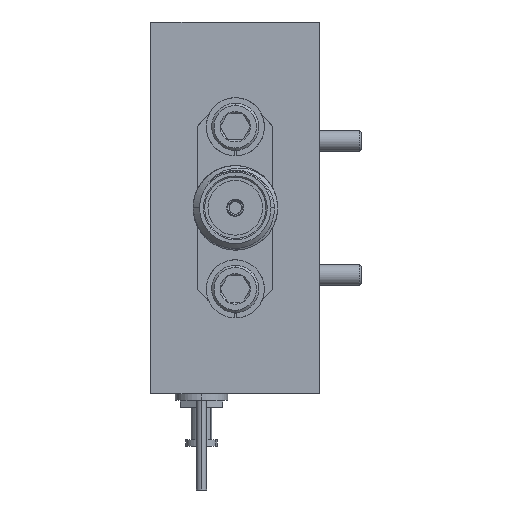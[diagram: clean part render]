
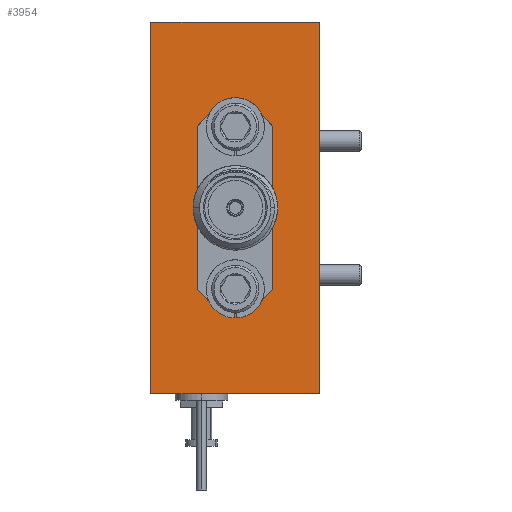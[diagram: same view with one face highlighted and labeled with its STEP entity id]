
A CAD part, left-side view. The second image highlights one B-rep face of the part: STEP entity #3954.
In plain terms, the highlighted planar face has unit normal (-1, 0, 0).
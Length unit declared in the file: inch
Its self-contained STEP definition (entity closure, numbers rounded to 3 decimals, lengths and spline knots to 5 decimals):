
#4 = EDGE_CURVE ( 'NONE', #21976, #10535, #3595, .T. ) ;
#253 = AXIS2_PLACEMENT_3D ( 'NONE', #21856, #1616, #23948 ) ;
#321 = EDGE_LOOP ( 'NONE', ( #12228, #1241 ) ) ;
#577 = CARTESIAN_POINT ( 'NONE',  ( -0.9, 0.5, 0.55 ) ) ;
#1055 = VECTOR ( 'NONE', #6602, 39.37008 ) ;
#1241 = ORIENTED_EDGE ( 'NONE', *, *, #4, .T. ) ;
#1289 = ORIENTED_EDGE ( 'NONE', *, *, #4851, .F. ) ;
#1616 = DIRECTION ( 'NONE',  ( 1., 0., 0. ) ) ;
#1646 = ORIENTED_EDGE ( 'NONE', *, *, #10377, .T. ) ;
#1905 = DIRECTION ( 'NONE',  ( 0., 0., -1. ) ) ;
#2047 = VERTEX_POINT ( 'NONE', #4772 ) ;
#2272 = VECTOR ( 'NONE', #20028, 39.37008 ) ;
#2808 = LINE ( 'NONE', #10319, #1055 ) ;
#3181 = CARTESIAN_POINT ( 'NONE',  ( -0.9, 0.5, 0.55 ) ) ;
#3595 = CIRCLE ( 'NONE', #13026, 0.05098 ) ;
#3797 = AXIS2_PLACEMENT_3D ( 'NONE', #23155, #15818, #13758 ) ;
#3945 = AXIS2_PLACEMENT_3D ( 'NONE', #17693, #8387, #4675 ) ;
#3954 = ADVANCED_FACE ( 'NONE', ( #16604, #7026, #8784, #14546 ), #14909, .F. ) ;
#3995 = ORIENTED_EDGE ( 'NONE', *, *, #23039, .T. ) ;
#4285 = DIRECTION ( 'NONE',  ( 1., 0., 0. ) ) ;
#4675 = DIRECTION ( 'NONE',  ( 0., 0., -1. ) ) ;
#4769 = DIRECTION ( 'NONE',  ( 0., -1., 0. ) ) ;
#4772 = CARTESIAN_POINT ( 'NONE',  ( -0.9, 0.25, 0.18957 ) ) ;
#4851 = EDGE_CURVE ( 'NONE', #9036, #2047, #9866, .T. ) ;
#5126 = DIRECTION ( 'NONE',  ( 0., -1., 0. ) ) ;
#5145 = VERTEX_POINT ( 'NONE', #12300 ) ;
#5990 = CARTESIAN_POINT ( 'NONE',  ( -0.9, 0.35039, 0. ) ) ;
#6409 = EDGE_CURVE ( 'NONE', #7556, #13472, #8550, .T. ) ;
#6602 = DIRECTION ( 'NONE',  ( 0., 0., 1. ) ) ;
#6975 = LINE ( 'NONE', #16675, #7530 ) ;
#7019 = AXIS2_PLACEMENT_3D ( 'NONE', #7560, #14946, #1905 ) ;
#7026 = FACE_BOUND ( 'NONE', #15758, .T. ) ;
#7530 = VECTOR ( 'NONE', #5126, 39.37008 ) ;
#7551 = ORIENTED_EDGE ( 'NONE', *, *, #17496, .F. ) ;
#7556 = VERTEX_POINT ( 'NONE', #5990 ) ;
#7560 = CARTESIAN_POINT ( 'NONE',  ( -0.9, 0.25, -0.24055 ) ) ;
#8161 = EDGE_LOOP ( 'NONE', ( #3995, #16188 ) ) ;
#8237 = DIRECTION ( 'NONE',  ( 0., 0., -1. ) ) ;
#8387 = DIRECTION ( 'NONE',  ( -1., 0., 0. ) ) ;
#8550 = CIRCLE ( 'NONE', #11320, 0.10039 ) ;
#8578 = CARTESIAN_POINT ( 'NONE',  ( -0.9, 0.25, 0.24055 ) ) ;
#8737 = CARTESIAN_POINT ( 'NONE',  ( -0.9, 0.25, -0.24055 ) ) ;
#8784 = FACE_BOUND ( 'NONE', #8161, .T. ) ;
#8949 = VERTEX_POINT ( 'NONE', #14446 ) ;
#9036 = VERTEX_POINT ( 'NONE', #14690 ) ;
#9801 = AXIS2_PLACEMENT_3D ( 'NONE', #8578, #16061, #20056 ) ;
#9866 = CIRCLE ( 'NONE', #3945, 0.05098 ) ;
#10319 = CARTESIAN_POINT ( 'NONE',  ( -0.9, 0.5, 0.55 ) ) ;
#10320 = CARTESIAN_POINT ( 'NONE',  ( -0.9, 0.14961, 0. ) ) ;
#10377 = EDGE_CURVE ( 'NONE', #8949, #15564, #6975, .T. ) ;
#10524 = EDGE_CURVE ( 'NONE', #2047, #9036, #16059, .T. ) ;
#10535 = VERTEX_POINT ( 'NONE', #10795 ) ;
#10589 = CIRCLE ( 'NONE', #7019, 0.05098 ) ;
#10715 = DIRECTION ( 'NONE',  ( 0., -1., 0. ) ) ;
#10795 = CARTESIAN_POINT ( 'NONE',  ( -0.9, 0.25, -0.18957 ) ) ;
#11128 = ORIENTED_EDGE ( 'NONE', *, *, #17839, .T. ) ;
#11320 = AXIS2_PLACEMENT_3D ( 'NONE', #21308, #4285, #4769 ) ;
#11524 = EDGE_LOOP ( 'NONE', ( #11128, #7551, #21462, #1646 ) ) ;
#12228 = ORIENTED_EDGE ( 'NONE', *, *, #16063, .T. ) ;
#12300 = CARTESIAN_POINT ( 'NONE',  ( -0.9, 0., 0.55 ) ) ;
#13026 = AXIS2_PLACEMENT_3D ( 'NONE', #8737, #14140, #8237 ) ;
#13472 = VERTEX_POINT ( 'NONE', #10320 ) ;
#13758 = DIRECTION ( 'NONE',  ( 0., -1., 0. ) ) ;
#14140 = DIRECTION ( 'NONE',  ( 1., 0., 0. ) ) ;
#14446 = CARTESIAN_POINT ( 'NONE',  ( -0.9, 0.5, -0.55 ) ) ;
#14546 = FACE_OUTER_BOUND ( 'NONE', #11524, .T. ) ;
#14690 = CARTESIAN_POINT ( 'NONE',  ( -0.9, 0.25, 0.29154 ) ) ;
#14909 = PLANE ( 'NONE',  #253 ) ;
#14946 = DIRECTION ( 'NONE',  ( 1., 0., 0. ) ) ;
#15564 = VERTEX_POINT ( 'NONE', #17782 ) ;
#15584 = CIRCLE ( 'NONE', #3797, 0.10039 ) ;
#15758 = EDGE_LOOP ( 'NONE', ( #1289, #15844 ) ) ;
#15818 = DIRECTION ( 'NONE',  ( 1., 0., 0. ) ) ;
#15844 = ORIENTED_EDGE ( 'NONE', *, *, #10524, .F. ) ;
#16059 = CIRCLE ( 'NONE', #9801, 0.05098 ) ;
#16061 = DIRECTION ( 'NONE',  ( -1., 0., 0. ) ) ;
#16063 = EDGE_CURVE ( 'NONE', #10535, #21976, #10589, .T. ) ;
#16188 = ORIENTED_EDGE ( 'NONE', *, *, #6409, .T. ) ;
#16604 = FACE_BOUND ( 'NONE', #321, .T. ) ;
#16675 = CARTESIAN_POINT ( 'NONE',  ( -0.9, 0.5, -0.55 ) ) ;
#17496 = EDGE_CURVE ( 'NONE', #18644, #5145, #20206, .T. ) ;
#17693 = CARTESIAN_POINT ( 'NONE',  ( -0.9, 0.25, 0.24055 ) ) ;
#17782 = CARTESIAN_POINT ( 'NONE',  ( -0.9, 0., -0.55 ) ) ;
#17839 = EDGE_CURVE ( 'NONE', #15564, #5145, #17986, .T. ) ;
#17986 = LINE ( 'NONE', #18222, #2272 ) ;
#18222 = CARTESIAN_POINT ( 'NONE',  ( -0.9, 0., 0.55 ) ) ;
#18644 = VERTEX_POINT ( 'NONE', #577 ) ;
#20028 = DIRECTION ( 'NONE',  ( 0., 0., 1. ) ) ;
#20056 = DIRECTION ( 'NONE',  ( 0., 0., -1. ) ) ;
#20206 = LINE ( 'NONE', #3181, #23174 ) ;
#21308 = CARTESIAN_POINT ( 'NONE',  ( -0.9, 0.25, 0. ) ) ;
#21462 = ORIENTED_EDGE ( 'NONE', *, *, #23151, .F. ) ;
#21856 = CARTESIAN_POINT ( 'NONE',  ( -0.9, 0.5, 0.55 ) ) ;
#21976 = VERTEX_POINT ( 'NONE', #23058 ) ;
#23039 = EDGE_CURVE ( 'NONE', #13472, #7556, #15584, .T. ) ;
#23058 = CARTESIAN_POINT ( 'NONE',  ( -0.9, 0.25, -0.29154 ) ) ;
#23151 = EDGE_CURVE ( 'NONE', #8949, #18644, #2808, .T. ) ;
#23155 = CARTESIAN_POINT ( 'NONE',  ( -0.9, 0.25, 0. ) ) ;
#23174 = VECTOR ( 'NONE', #10715, 39.37008 ) ;
#23948 = DIRECTION ( 'NONE',  ( 0., 0., -1. ) ) ;
